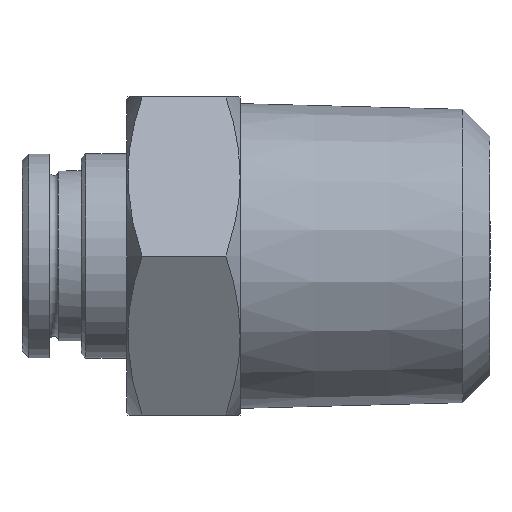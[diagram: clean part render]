
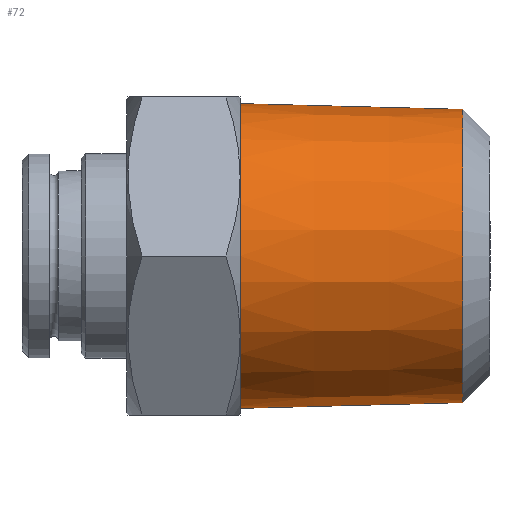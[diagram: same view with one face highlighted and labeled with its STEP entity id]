
A CAD part, left-side view. The second image highlights one B-rep face of the part: STEP entity #72.
In plain terms, the highlighted conical face has half-angle 1.47 degrees and reference radius 6.707 mm.
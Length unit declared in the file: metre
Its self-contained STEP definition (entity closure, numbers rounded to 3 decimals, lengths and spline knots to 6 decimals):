
#72 = ADVANCED_FACE( 'NONE', ( #178, #179 ), #180, .T. );
#178 = FACE_OUTER_BOUND( '', #329, .T. );
#179 = FACE_BOUND( '', #330, .T. );
#180 = CONICAL_SURFACE( '', #331, 0.006707, 0.026 );
#329 = EDGE_LOOP( '', ( #484 ) );
#330 = EDGE_LOOP( '', ( #485 ) );
#331 = AXIS2_PLACEMENT_3D( '', #486, #487, #488 );
#484 = ORIENTED_EDGE( '', *, *, #799, .T. );
#485 = ORIENTED_EDGE( '', *, *, #800, .F. );
#486 = CARTESIAN_POINT( '', ( 0., 0.011, 0. ) );
#487 = DIRECTION( '', ( 0., 1., 0. ) );
#488 = DIRECTION( '', ( 0., 0., 1. ) );
#799 = EDGE_CURVE( 'NONE', #928, #928, #929, .T. );
#800 = EDGE_CURVE( 'NONE', #930, #930, #931, .T. );
#928 = VERTEX_POINT( '', #1120 );
#929 = CIRCLE( '', #1121, 0.006707 );
#930 = VERTEX_POINT( '', #1122 );
#931 = CIRCLE( '', #1123, 0.006455 );
#1120 = CARTESIAN_POINT( '', ( 0., 0.011, -0.006707 ) );
#1121 = AXIS2_PLACEMENT_3D( '', #1441, #1442, #1443 );
#1122 = CARTESIAN_POINT( '', ( 0., 0.0012, -0.006455 ) );
#1123 = AXIS2_PLACEMENT_3D( '', #1444, #1445, #1446 );
#1441 = CARTESIAN_POINT( '', ( 0., 0.011, 0. ) );
#1442 = DIRECTION( '', ( 0., -1., 0. ) );
#1443 = DIRECTION( '', ( 0., 0., -1. ) );
#1444 = CARTESIAN_POINT( '', ( 0., 0.0012, 0. ) );
#1445 = DIRECTION( '', ( 0., -1., 0. ) );
#1446 = DIRECTION( '', ( 0., 0., -1. ) );
